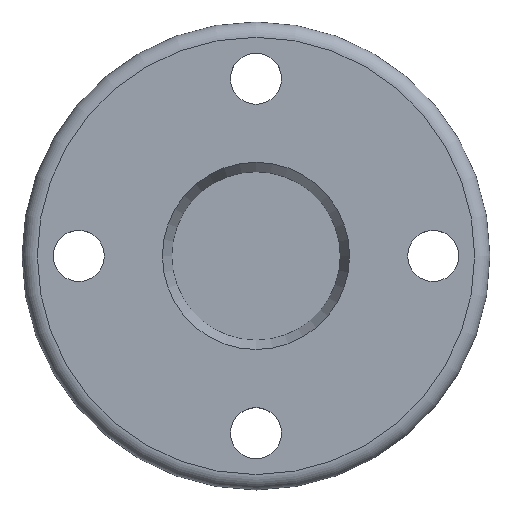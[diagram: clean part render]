
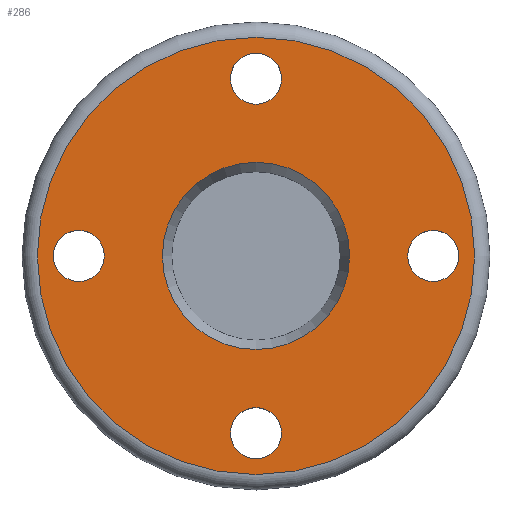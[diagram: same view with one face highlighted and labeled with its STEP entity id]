
A CAD part, top view. The second image highlights one B-rep face of the part: STEP entity #286.
In plain terms, the highlighted planar face has unit normal (0, 0, 1).
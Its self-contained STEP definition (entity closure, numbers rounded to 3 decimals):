
#16=PLANE($,#323);
#30=FACE_BOUND($,#90,.T.);
#31=FACE_BOUND($,#91,.T.);
#32=FACE_BOUND($,#92,.T.);
#33=FACE_BOUND($,#93,.T.);
#34=FACE_BOUND($,#94,.T.);
#35=FACE_BOUND($,#95,.T.);
#90=EDGE_LOOP($,(#225));
#91=EDGE_LOOP($,(#226));
#92=EDGE_LOOP($,(#227));
#93=EDGE_LOOP($,(#228));
#94=EDGE_LOOP($,(#229));
#95=EDGE_LOOP($,(#230));
#134=CIRCLE($,#309,9.);
#136=CIRCLE($,#312,9.);
#138=CIRCLE($,#315,9.);
#140=CIRCLE($,#318,9.);
#142=CIRCLE($,#322,33.);
#143=CIRCLE($,#324,77.1);
#161=VERTEX_POINT($,#466);
#163=VERTEX_POINT($,#471);
#165=VERTEX_POINT($,#476);
#167=VERTEX_POINT($,#481);
#169=VERTEX_POINT($,#487);
#170=VERTEX_POINT($,#490);
#188=EDGE_CURVE($,#161,#161,#134,.T.);
#190=EDGE_CURVE($,#163,#163,#136,.T.);
#192=EDGE_CURVE($,#165,#165,#138,.T.);
#194=EDGE_CURVE($,#167,#167,#140,.T.);
#196=EDGE_CURVE($,#169,#169,#142,.T.);
#197=EDGE_CURVE($,#170,#170,#143,.T.);
#225=ORIENTED_EDGE($,*,*,#188,.T.);
#226=ORIENTED_EDGE($,*,*,#190,.T.);
#227=ORIENTED_EDGE($,*,*,#192,.T.);
#228=ORIENTED_EDGE($,*,*,#194,.T.);
#229=ORIENTED_EDGE($,*,*,#197,.F.);
#230=ORIENTED_EDGE($,*,*,#196,.T.);
#286=ADVANCED_FACE($,(#30,#31,#32,#33,#34,#35),#16,.T.);
#309=AXIS2_PLACEMENT_3D($,#467,#364,#365);
#312=AXIS2_PLACEMENT_3D($,#472,#370,#371);
#315=AXIS2_PLACEMENT_3D($,#477,#376,#377);
#318=AXIS2_PLACEMENT_3D($,#482,#382,#383);
#322=AXIS2_PLACEMENT_3D($,#488,#390,#391);
#323=AXIS2_PLACEMENT_3D($,#489,#392,#393);
#324=AXIS2_PLACEMENT_3D($,#491,#394,#395);
#364=DIRECTION('center_axis',(0.,0.,
-1.));
#365=DIRECTION('ref_axis',(0.,1.,0.));
#370=DIRECTION('center_axis',(0.,0.,
-1.));
#371=DIRECTION('ref_axis',(-1.,0.,0.));
#376=DIRECTION('center_axis',(0.,0.,
-1.));
#377=DIRECTION('ref_axis',(0.,-1.,0.));
#382=DIRECTION('center_axis',(0.,0.,
-1.));
#383=DIRECTION('ref_axis',(1.,0.,0.));
#390=DIRECTION('center_axis',(0.,0.,-1.));
#391=DIRECTION('ref_axis',(0.,-1.,0.));
#392=DIRECTION('center_axis',(0.,0.,
1.));
#393=DIRECTION('ref_axis',(0.,1.,0.));
#394=DIRECTION('center_axis',(0.,0.,-1.));
#395=DIRECTION('ref_axis',(0.,-1.,0.));
#466=CARTESIAN_POINT('',(-62.5,-9.,20.063));
#467=CARTESIAN_POINT('Origin',(-62.5,0.,20.063));
#471=CARTESIAN_POINT('',(9.,-62.5,20.063));
#472=CARTESIAN_POINT('Origin',(0.,-62.5,20.063));
#476=CARTESIAN_POINT('',(62.5,9.,20.063));
#477=CARTESIAN_POINT('Origin',(62.5,0.,20.063));
#481=CARTESIAN_POINT('',(-9.,62.5,20.063));
#482=CARTESIAN_POINT('Origin',(0.,62.5,20.063));
#487=CARTESIAN_POINT('',(0.,-33.,20.063));
#488=CARTESIAN_POINT('Origin',(0.,0.,20.063));
#489=CARTESIAN_POINT('Origin',(0.,-55.05,20.063));
#490=CARTESIAN_POINT('',(0.,-77.1,20.063));
#491=CARTESIAN_POINT('Origin',(0.,0.,20.063));
